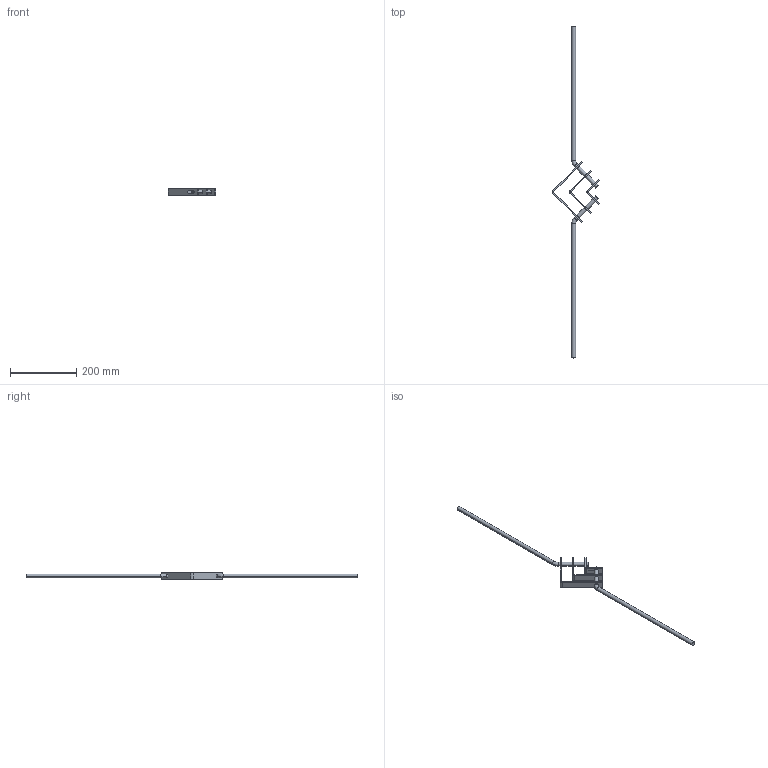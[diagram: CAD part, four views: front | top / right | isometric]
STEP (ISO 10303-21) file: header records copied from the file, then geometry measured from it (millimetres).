
FILE_DESCRIPTION (( 'STEP AP203' ), '1' );
FILE_NAME ('56304-240.step', '2015-09-17T15:40:13', ( '' ), ( '' ), 'SwSTEP 2.0', 'SolidWorks 2015', '' );
FILE_SCHEMA (( 'CONFIG_CONTROL_DESIGN' ));
Length unit declared in the file: millimetre
Products named in the file (1): 56304-240
Bounding box: 143.86 x 1000 x 20 mm (x, y, z)
Volume: 156035.8 mm3; surface area: 62986.3 mm2
Topology: 1 solids, 1 shells, 171 faces, 442 edges, 292 vertices
Faces by surface type: plane 93, bspline 48, cylinder 26, torus 4
Entity records: 7553 total; most frequent: CARTESIAN_POINT 3562, ORIENTED_EDGE 884, DIRECTION 650, EDGE_CURVE 442, VERTEX_POINT 292, LINE 290, VECTOR 290, EDGE_LOOP 194
